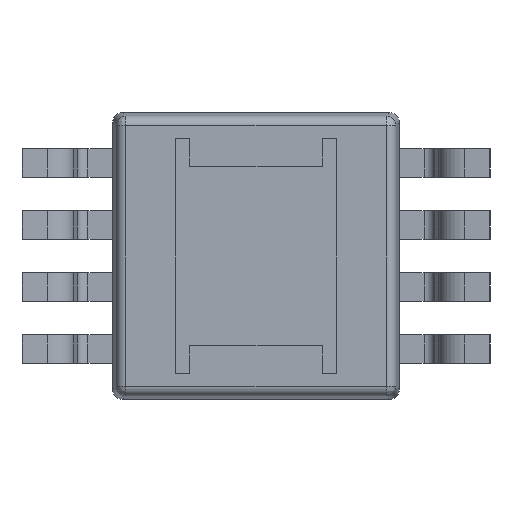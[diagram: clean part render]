
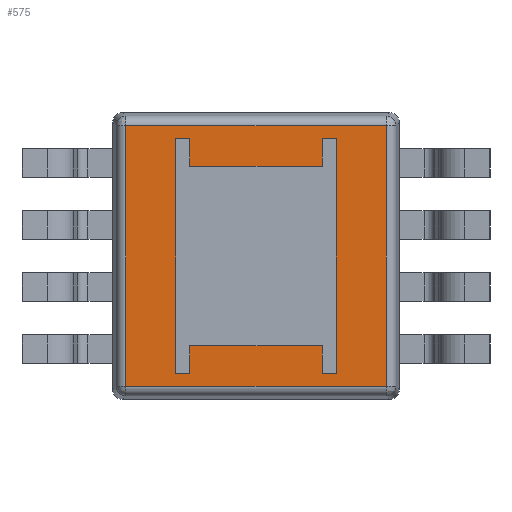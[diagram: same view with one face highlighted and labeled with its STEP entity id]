
A CAD part, front view. The second image highlights one B-rep face of the part: STEP entity #575.
In plain terms, the highlighted planar face has unit normal (0, -1, 0).
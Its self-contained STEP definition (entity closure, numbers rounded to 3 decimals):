
#22 = ORIENTED_EDGE ( 'NONE', *, *, #4115, .F. ) ;
#76 = VECTOR ( 'NONE', #4637, 1000. ) ;
#86 = CARTESIAN_POINT ( 'NONE',  ( -0.84, 0.24, -1.23 ) ) ;
#189 = ORIENTED_EDGE ( 'NONE', *, *, #1039, .T. ) ;
#231 = ORIENTED_EDGE ( 'NONE', *, *, #4917, .T. ) ;
#347 = CARTESIAN_POINT ( 'NONE',  ( -0.691, 0.24, 1.23 ) ) ;
#393 = VECTOR ( 'NONE', #3442, 1000. ) ;
#438 = EDGE_LOOP ( 'NONE', ( #4588, #2210, #4888, #22 ) ) ;
#458 = DIRECTION ( 'NONE',  ( 0., 0., -1. ) ) ;
#487 = EDGE_CURVE ( 'NONE', #756, #4808, #5432, .T. ) ;
#511 = ORIENTED_EDGE ( 'NONE', *, *, #1752, .T. ) ;
#534 = CARTESIAN_POINT ( 'NONE',  ( 0.691, 0.24, 0. ) ) ;
#555 = VECTOR ( 'NONE', #5134, 1000. ) ;
#575 = ADVANCED_FACE ( 'NONE', ( #1480, #5276 ), #2078, .T. ) ;
#718 = VERTEX_POINT ( 'NONE', #5748 ) ;
#744 = DIRECTION ( 'NONE',  ( 0., 0., 1. ) ) ;
#756 = VERTEX_POINT ( 'NONE', #5821 ) ;
#784 = DIRECTION ( 'NONE',  ( 0., 0., -1. ) ) ;
#794 = LINE ( 'NONE', #4358, #5449 ) ;
#803 = VECTOR ( 'NONE', #3693, 1000. ) ;
#832 = CARTESIAN_POINT ( 'NONE',  ( 0., 0.24, 1.23 ) ) ;
#872 = VERTEX_POINT ( 'NONE', #4127 ) ;
#876 = EDGE_CURVE ( 'NONE', #4058, #3940, #2458, .T. ) ;
#885 = VECTOR ( 'NONE', #5341, 1000. ) ;
#895 = CARTESIAN_POINT ( 'NONE',  ( 0.691, 0.24, 1.23 ) ) ;
#968 = EDGE_CURVE ( 'NONE', #3080, #2128, #3877, .T. ) ;
#972 = CARTESIAN_POINT ( 'NONE',  ( -1.365, 0.24, -1.365 ) ) ;
#1039 = EDGE_CURVE ( 'NONE', #2062, #5157, #2960, .T. ) ;
#1094 = VECTOR ( 'NONE', #784, 1000. ) ;
#1107 = VECTOR ( 'NONE', #458, 1000. ) ;
#1144 = CARTESIAN_POINT ( 'NONE',  ( 0., 0.24, 0. ) ) ;
#1210 = CARTESIAN_POINT ( 'NONE',  ( -0.84, 0.24, 1.23 ) ) ;
#1285 = CARTESIAN_POINT ( 'NONE',  ( -0.691, 0.24, -0.94 ) ) ;
#1314 = LINE ( 'NONE', #2603, #885 ) ;
#1395 = CARTESIAN_POINT ( 'NONE',  ( -0.691, 0.24, 0. ) ) ;
#1415 = EDGE_CURVE ( 'NONE', #2061, #756, #4210, .T. ) ;
#1468 = EDGE_CURVE ( 'NONE', #3940, #872, #3412, .T. ) ;
#1480 = FACE_OUTER_BOUND ( 'NONE', #438, .T. ) ;
#1519 = LINE ( 'NONE', #2248, #1107 ) ;
#1525 = DIRECTION ( 'NONE',  ( 0., 0., 1. ) ) ;
#1611 = DIRECTION ( 'NONE',  ( 1., 0., 0. ) ) ;
#1654 = VECTOR ( 'NONE', #5547, 1000. ) ;
#1722 = LINE ( 'NONE', #534, #803 ) ;
#1742 = ORIENTED_EDGE ( 'NONE', *, *, #3040, .T. ) ;
#1752 = EDGE_CURVE ( 'NONE', #4668, #3080, #5162, .T. ) ;
#1764 = VECTOR ( 'NONE', #2783, 1000. ) ;
#2002 = CARTESIAN_POINT ( 'NONE',  ( 0.691, 0.24, 0. ) ) ;
#2025 = VERTEX_POINT ( 'NONE', #895 ) ;
#2059 = LINE ( 'NONE', #5536, #4610 ) ;
#2061 = VERTEX_POINT ( 'NONE', #2206 ) ;
#2062 = VERTEX_POINT ( 'NONE', #2693 ) ;
#2077 = LINE ( 'NONE', #4020, #4907 ) ;
#2078 = PLANE ( 'NONE',  #2208 ) ;
#2128 = VERTEX_POINT ( 'NONE', #86 ) ;
#2206 = CARTESIAN_POINT ( 'NONE',  ( 1.365, 0.24, 1.365 ) ) ;
#2208 = AXIS2_PLACEMENT_3D ( 'NONE', #1144, #3374, #1611 ) ;
#2210 = ORIENTED_EDGE ( 'NONE', *, *, #487, .F. ) ;
#2248 = CARTESIAN_POINT ( 'NONE',  ( 0.84, 0.24, 0. ) ) ;
#2269 = ORIENTED_EDGE ( 'NONE', *, *, #5557, .T. ) ;
#2274 = LINE ( 'NONE', #4222, #2989 ) ;
#2382 = CARTESIAN_POINT ( 'NONE',  ( 0., 0.24, -1.23 ) ) ;
#2458 = LINE ( 'NONE', #1395, #1764 ) ;
#2603 = CARTESIAN_POINT ( 'NONE',  ( 0., 0.24, -1.23 ) ) ;
#2634 = ORIENTED_EDGE ( 'NONE', *, *, #3147, .T. ) ;
#2693 = CARTESIAN_POINT ( 'NONE',  ( 0.691, 0.24, -1.23 ) ) ;
#2734 = VERTEX_POINT ( 'NONE', #4149 ) ;
#2783 = DIRECTION ( 'NONE',  ( 0., 0., -1. ) ) ;
#2833 = VECTOR ( 'NONE', #4002, 1000. ) ;
#2882 = EDGE_CURVE ( 'NONE', #4808, #718, #2059, .T. ) ;
#2885 = CARTESIAN_POINT ( 'NONE',  ( -0.691, 0.24, 0.94 ) ) ;
#2955 = ORIENTED_EDGE ( 'NONE', *, *, #876, .T. ) ;
#2960 = LINE ( 'NONE', #2002, #555 ) ;
#2989 = VECTOR ( 'NONE', #3263, 1000. ) ;
#3040 = EDGE_CURVE ( 'NONE', #2025, #2734, #3975, .T. ) ;
#3080 = VERTEX_POINT ( 'NONE', #4436 ) ;
#3147 = EDGE_CURVE ( 'NONE', #2734, #4647, #1519, .T. ) ;
#3236 = CARTESIAN_POINT ( 'NONE',  ( -0.691, 0.24, 0. ) ) ;
#3263 = DIRECTION ( 'NONE',  ( 1., 0., 0. ) ) ;
#3326 = CARTESIAN_POINT ( 'NONE',  ( 0., 0.24, -0.94 ) ) ;
#3374 = DIRECTION ( 'NONE',  ( 0., -1., 0. ) ) ;
#3412 = LINE ( 'NONE', #5222, #393 ) ;
#3442 = DIRECTION ( 'NONE',  ( 1., 0., 0. ) ) ;
#3487 = CARTESIAN_POINT ( 'NONE',  ( 1.365, 0.24, 0. ) ) ;
#3534 = EDGE_LOOP ( 'NONE', ( #4976, #511, #3680, #3749, #231, #2955, #5217, #5371, #1742, #2634, #2269, #189 ) ) ;
#3544 = CARTESIAN_POINT ( 'NONE',  ( 0.84, 0.24, -1.23 ) ) ;
#3672 = EDGE_CURVE ( 'NONE', #5157, #4668, #5266, .T. ) ;
#3680 = ORIENTED_EDGE ( 'NONE', *, *, #968, .T. ) ;
#3693 = DIRECTION ( 'NONE',  ( 0., 0., 1. ) ) ;
#3739 = DIRECTION ( 'NONE',  ( -1., 0., 0. ) ) ;
#3749 = ORIENTED_EDGE ( 'NONE', *, *, #4516, .T. ) ;
#3781 = CARTESIAN_POINT ( 'NONE',  ( 0., 0.24, -1.365 ) ) ;
#3798 = VECTOR ( 'NONE', #4681, 1000. ) ;
#3877 = LINE ( 'NONE', #2382, #76 ) ;
#3940 = VERTEX_POINT ( 'NONE', #2885 ) ;
#3975 = LINE ( 'NONE', #832, #2833 ) ;
#3999 = DIRECTION ( 'NONE',  ( 1., 0., 0. ) ) ;
#4002 = DIRECTION ( 'NONE',  ( 1., 0., 0. ) ) ;
#4020 = CARTESIAN_POINT ( 'NONE',  ( 0., 0.24, 1.365 ) ) ;
#4058 = VERTEX_POINT ( 'NONE', #347 ) ;
#4115 = EDGE_CURVE ( 'NONE', #718, #2061, #2077, .T. ) ;
#4127 = CARTESIAN_POINT ( 'NONE',  ( 0.691, 0.24, 0.94 ) ) ;
#4149 = CARTESIAN_POINT ( 'NONE',  ( 0.84, 0.24, 1.23 ) ) ;
#4210 = LINE ( 'NONE', #3487, #1094 ) ;
#4222 = CARTESIAN_POINT ( 'NONE',  ( 0., 0.24, 1.23 ) ) ;
#4358 = CARTESIAN_POINT ( 'NONE',  ( -0.84, 0.24, 0. ) ) ;
#4392 = EDGE_CURVE ( 'NONE', #872, #2025, #1722, .T. ) ;
#4436 = CARTESIAN_POINT ( 'NONE',  ( -0.691, 0.24, -1.23 ) ) ;
#4516 = EDGE_CURVE ( 'NONE', #2128, #5511, #794, .T. ) ;
#4588 = ORIENTED_EDGE ( 'NONE', *, *, #2882, .F. ) ;
#4610 = VECTOR ( 'NONE', #1525, 1000. ) ;
#4637 = DIRECTION ( 'NONE',  ( -1., 0., 0. ) ) ;
#4647 = VERTEX_POINT ( 'NONE', #3544 ) ;
#4668 = VERTEX_POINT ( 'NONE', #1285 ) ;
#4681 = DIRECTION ( 'NONE',  ( -1., 0., 0. ) ) ;
#4808 = VERTEX_POINT ( 'NONE', #972 ) ;
#4828 = CARTESIAN_POINT ( 'NONE',  ( 0.691, 0.24, -0.94 ) ) ;
#4888 = ORIENTED_EDGE ( 'NONE', *, *, #1415, .F. ) ;
#4907 = VECTOR ( 'NONE', #3999, 1000. ) ;
#4917 = EDGE_CURVE ( 'NONE', #5511, #4058, #2274, .T. ) ;
#4976 = ORIENTED_EDGE ( 'NONE', *, *, #3672, .T. ) ;
#5068 = VECTOR ( 'NONE', #3739, 1000. ) ;
#5134 = DIRECTION ( 'NONE',  ( 0., 0., 1. ) ) ;
#5157 = VERTEX_POINT ( 'NONE', #4828 ) ;
#5162 = LINE ( 'NONE', #3236, #1654 ) ;
#5217 = ORIENTED_EDGE ( 'NONE', *, *, #1468, .T. ) ;
#5222 = CARTESIAN_POINT ( 'NONE',  ( 0., 0.24, 0.94 ) ) ;
#5266 = LINE ( 'NONE', #3326, #3798 ) ;
#5276 = FACE_BOUND ( 'NONE', #3534, .T. ) ;
#5341 = DIRECTION ( 'NONE',  ( -1., 0., 0. ) ) ;
#5371 = ORIENTED_EDGE ( 'NONE', *, *, #4392, .T. ) ;
#5432 = LINE ( 'NONE', #3781, #5068 ) ;
#5449 = VECTOR ( 'NONE', #744, 1000. ) ;
#5511 = VERTEX_POINT ( 'NONE', #1210 ) ;
#5536 = CARTESIAN_POINT ( 'NONE',  ( -1.365, 0.24, 0. ) ) ;
#5547 = DIRECTION ( 'NONE',  ( 0., 0., -1. ) ) ;
#5557 = EDGE_CURVE ( 'NONE', #4647, #2062, #1314, .T. ) ;
#5748 = CARTESIAN_POINT ( 'NONE',  ( -1.365, 0.24, 1.365 ) ) ;
#5821 = CARTESIAN_POINT ( 'NONE',  ( 1.365, 0.24, -1.365 ) ) ;
